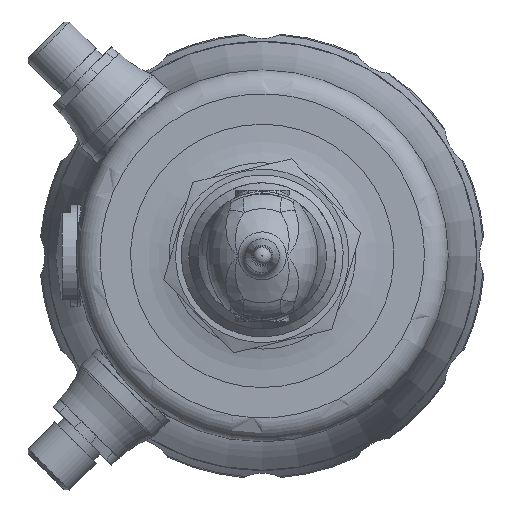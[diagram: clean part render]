
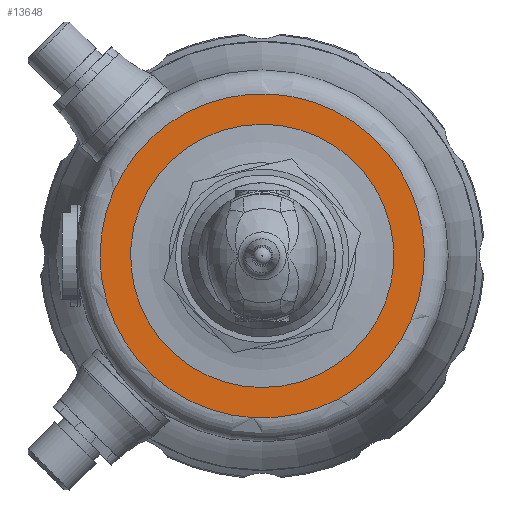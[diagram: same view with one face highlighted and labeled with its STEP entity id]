
A CAD part, left-side view. The second image highlights one B-rep face of the part: STEP entity #13648.
In plain terms, the highlighted planar face has unit normal (-1, 0, 0).
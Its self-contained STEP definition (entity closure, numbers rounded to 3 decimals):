
#2073=ORIENTED_EDGE('',*,*,#4777,.F.);
#2074=ORIENTED_EDGE('',*,*,#4778,.F.);
#2075=ORIENTED_EDGE('',*,*,#4779,.F.);
#2076=ORIENTED_EDGE('',*,*,#4780,.F.);
#4777=EDGE_CURVE('',#6129,#6130,#7074,.T.);
#4778=EDGE_CURVE('',#6130,#6129,#7075,.T.);
#4779=EDGE_CURVE('',#6131,#6132,#7076,.T.);
#4780=EDGE_CURVE('',#6132,#6131,#7077,.T.);
#6129=VERTEX_POINT('',#18219);
#6130=VERTEX_POINT('',#18220);
#6131=VERTEX_POINT('',#18270);
#6132=VERTEX_POINT('',#18271);
#7074=(
BOUNDED_CURVE()
B_SPLINE_CURVE(3,(#18195,#18196,#18197,#18198,#18199,#18200,#18201,#18202,
#18203,#18204,#18205,#18206,#18207,#18208,#18209,#18210,#18211,#18212,#18213,
#18214,#18215,#18216,#18217,#18218),.UNSPECIFIED.,.F.,.F.)
B_SPLINE_CURVE_WITH_KNOTS((4,1,1,1,1,1,1,1,1,1,1,1,1,1,1,1,1,1,1,1,1,4),
(0.,0.047,0.094,0.142,0.19,
0.238,0.285,0.333,0.381,
0.428,0.476,0.524,0.572,0.619,
0.667,0.715,0.762,0.81,
0.858,0.906,0.953,1.),.UNSPECIFIED.)
CURVE()
GEOMETRIC_REPRESENTATION_ITEM()
RATIONAL_B_SPLINE_CURVE((1.,1.,1.,1.,1.,1.,1.,1.,1.,1.,1.,1.,1.,1.,1.,1.,
1.,1.,1.,1.,1.,1.,1.,1.))
REPRESENTATION_ITEM('')
);
#7075=(
BOUNDED_CURVE()
B_SPLINE_CURVE(3,(#18221,#18222,#18223,#18224,#18225,#18226,#18227,#18228,
#18229,#18230,#18231,#18232,#18233,#18234,#18235,#18236,#18237,#18238,#18239,
#18240,#18241,#18242,#18243,#18244),.UNSPECIFIED.,.F.,.F.)
B_SPLINE_CURVE_WITH_KNOTS((4,1,1,1,1,1,1,1,1,1,1,1,1,1,1,1,1,1,1,1,1,4),
(0.,0.047,0.094,0.142,0.19,
0.238,0.285,0.333,0.381,
0.428,0.476,0.524,0.572,0.619,
0.667,0.715,0.762,0.81,
0.858,0.906,0.953,1.),.UNSPECIFIED.)
CURVE()
GEOMETRIC_REPRESENTATION_ITEM()
RATIONAL_B_SPLINE_CURVE((1.,1.,1.,1.,1.,1.,1.,1.,1.,1.,1.,1.,1.,1.,1.,1.,
1.,1.,1.,1.,1.,1.,1.,1.))
REPRESENTATION_ITEM('')
);
#7076=(
BOUNDED_CURVE()
B_SPLINE_CURVE(3,(#18245,#18246,#18247,#18248,#18249,#18250,#18251,#18252,
#18253,#18254,#18255,#18256,#18257,#18258,#18259,#18260,#18261,#18262,#18263,
#18264,#18265,#18266,#18267,#18268,#18269),.UNSPECIFIED.,.F.,.F.)
B_SPLINE_CURVE_WITH_KNOTS((4,1,1,1,1,1,1,1,1,1,1,1,1,1,1,1,1,1,1,1,1,1,
4),(0.,0.045,0.091,0.136,0.182,
0.227,0.273,0.318,0.364,
0.409,0.455,0.5,0.545,
0.591,0.636,0.682,0.727,
0.773,0.818,0.864,0.909,
0.955,1.),.UNSPECIFIED.)
CURVE()
GEOMETRIC_REPRESENTATION_ITEM()
RATIONAL_B_SPLINE_CURVE((1.,1.,1.,1.,1.,1.,1.,1.,1.,1.,1.,1.,1.,1.,1.,1.,
1.,1.,1.,1.,1.,1.,1.,1.,1.))
REPRESENTATION_ITEM('')
);
#7077=(
BOUNDED_CURVE()
B_SPLINE_CURVE(3,(#18272,#18273,#18274,#18275,#18276,#18277,#18278,#18279,
#18280,#18281,#18282,#18283,#18284,#18285,#18286,#18287,#18288,#18289,#18290,
#18291,#18292,#18293,#18294,#18295,#18296),.UNSPECIFIED.,.F.,.F.)
B_SPLINE_CURVE_WITH_KNOTS((4,1,1,1,1,1,1,1,1,1,1,1,1,1,1,1,1,1,1,1,1,1,
4),(0.,0.045,0.091,0.136,0.182,
0.227,0.273,0.318,0.364,
0.409,0.455,0.5,0.545,
0.591,0.636,0.682,0.727,
0.773,0.818,0.864,0.909,
0.955,1.),.UNSPECIFIED.)
CURVE()
GEOMETRIC_REPRESENTATION_ITEM()
RATIONAL_B_SPLINE_CURVE((1.,1.,1.,1.,1.,1.,1.,1.,1.,1.,1.,1.,1.,1.,1.,1.,
1.,1.,1.,1.,1.,1.,1.,1.,1.))
REPRESENTATION_ITEM('')
);
#7125=EDGE_LOOP('',(#2073,#2074));
#7126=EDGE_LOOP('',(#2075,#2076));
#8013=FACE_BOUND('',#7125,.T.);
#8014=FACE_BOUND('',#7126,.T.);
#8904=PLANE('',#14310);
#13648=ADVANCED_FACE('',(#8013,#8014),#8904,.F.);
#14310=AXIS2_PLACEMENT_3D('',#18194,#15500,#15501);
#15500=DIRECTION('',(1.,0.,0.));
#15501=DIRECTION('',(0.,-1.,0.));
#18194=CARTESIAN_POINT('',(-19.,-87.4,0.));
#18195=CARTESIAN_POINT('',(-19.,-87.4,-27.018));
#18196=CARTESIAN_POINT('',(-19.,-88.728,-27.017));
#18197=CARTESIAN_POINT('',(-19.,-91.375,-26.823));
#18198=CARTESIAN_POINT('',(-19.,-95.31,-25.94));
#18199=CARTESIAN_POINT('',(-19.,-99.099,-24.467));
#18200=CARTESIAN_POINT('',(-19.,-102.633,-22.437));
#18201=CARTESIAN_POINT('',(-19.,-105.816,-19.906));
#18202=CARTESIAN_POINT('',(-19.,-108.581,-16.935));
#18203=CARTESIAN_POINT('',(-19.,-110.871,-13.585));
#18204=CARTESIAN_POINT('',(-19.,-112.637,-9.927));
#18205=CARTESIAN_POINT('',(-19.,-113.837,-6.045));
#18206=CARTESIAN_POINT('',(-19.,-114.443,-2.029));
#18207=CARTESIAN_POINT('',(-19.,-114.443,2.032));
#18208=CARTESIAN_POINT('',(-19.,-113.836,6.048));
#18209=CARTESIAN_POINT('',(-19.,-112.636,9.93));
#18210=CARTESIAN_POINT('',(-19.,-110.869,13.588));
#18211=CARTESIAN_POINT('',(-19.,-108.579,16.938));
#18212=CARTESIAN_POINT('',(-19.,-105.814,19.909));
#18213=CARTESIAN_POINT('',(-19.,-102.63,22.439));
#18214=CARTESIAN_POINT('',(-19.,-99.095,24.468));
#18215=CARTESIAN_POINT('',(-19.,-95.307,25.941));
#18216=CARTESIAN_POINT('',(-19.,-91.373,26.823));
#18217=CARTESIAN_POINT('',(-19.,-88.727,27.017));
#18218=CARTESIAN_POINT('',(-19.,-87.4,27.018));
#18219=CARTESIAN_POINT('',(-19.,-87.4,-27.018));
#18220=CARTESIAN_POINT('',(-19.,-87.4,27.018));
#18221=CARTESIAN_POINT('',(-19.,-87.4,27.018));
#18222=CARTESIAN_POINT('',(-19.,-86.072,27.017));
#18223=CARTESIAN_POINT('',(-19.,-83.425,26.823));
#18224=CARTESIAN_POINT('',(-19.,-79.49,25.94));
#18225=CARTESIAN_POINT('',(-19.,-75.701,24.467));
#18226=CARTESIAN_POINT('',(-19.,-72.167,22.437));
#18227=CARTESIAN_POINT('',(-19.,-68.984,19.906));
#18228=CARTESIAN_POINT('',(-19.,-66.219,16.935));
#18229=CARTESIAN_POINT('',(-19.,-63.929,13.585));
#18230=CARTESIAN_POINT('',(-19.,-62.163,9.927));
#18231=CARTESIAN_POINT('',(-19.,-60.963,6.045));
#18232=CARTESIAN_POINT('',(-19.,-60.357,2.029));
#18233=CARTESIAN_POINT('',(-19.,-60.357,-2.032));
#18234=CARTESIAN_POINT('',(-19.,-60.964,-6.048));
#18235=CARTESIAN_POINT('',(-19.,-62.164,-9.93));
#18236=CARTESIAN_POINT('',(-19.,-63.931,-13.588));
#18237=CARTESIAN_POINT('',(-19.,-66.221,-16.938));
#18238=CARTESIAN_POINT('',(-19.,-68.986,-19.909));
#18239=CARTESIAN_POINT('',(-19.,-72.17,-22.439));
#18240=CARTESIAN_POINT('',(-19.,-75.705,-24.468));
#18241=CARTESIAN_POINT('',(-19.,-79.493,-25.941));
#18242=CARTESIAN_POINT('',(-19.,-83.427,-26.823));
#18243=CARTESIAN_POINT('',(-19.,-86.073,-27.017));
#18244=CARTESIAN_POINT('',(-19.,-87.4,-27.018));
#18245=CARTESIAN_POINT('',(-19.,-54.134,0.));
#18246=CARTESIAN_POINT('',(-19.,-54.135,1.589));
#18247=CARTESIAN_POINT('',(-19.,-54.358,4.732));
#18248=CARTESIAN_POINT('',(-19.,-55.367,9.386));
#18249=CARTESIAN_POINT('',(-19.,-57.028,13.848));
#18250=CARTESIAN_POINT('',(-19.,-59.309,18.032));
#18251=CARTESIAN_POINT('',(-19.,-62.163,21.848));
#18252=CARTESIAN_POINT('',(-19.,-65.531,25.219));
#18253=CARTESIAN_POINT('',(-19.,-69.345,28.076));
#18254=CARTESIAN_POINT('',(-19.,-73.527,30.36));
#18255=CARTESIAN_POINT('',(-19.,-77.991,32.026));
#18256=CARTESIAN_POINT('',(-19.,-82.647,33.04));
#18257=CARTESIAN_POINT('',(-19.,-87.4,33.38));
#18258=CARTESIAN_POINT('',(-19.,-92.153,33.04));
#18259=CARTESIAN_POINT('',(-19.,-96.809,32.026));
#18260=CARTESIAN_POINT('',(-19.,-101.273,30.36));
#18261=CARTESIAN_POINT('',(-19.,-105.455,28.075));
#18262=CARTESIAN_POINT('',(-19.,-109.269,25.219));
#18263=CARTESIAN_POINT('',(-19.,-112.637,21.848));
#18264=CARTESIAN_POINT('',(-19.,-115.491,18.032));
#18265=CARTESIAN_POINT('',(-19.,-117.772,13.848));
#18266=CARTESIAN_POINT('',(-19.,-119.433,9.386));
#18267=CARTESIAN_POINT('',(-19.,-120.442,4.732));
#18268=CARTESIAN_POINT('',(-19.,-120.665,1.589));
#18269=CARTESIAN_POINT('',(-19.,-120.666,0.));
#18270=CARTESIAN_POINT('',(-19.,-54.134,0.));
#18271=CARTESIAN_POINT('',(-19.,-120.666,0.));
#18272=CARTESIAN_POINT('',(-19.,-120.666,0.));
#18273=CARTESIAN_POINT('',(-19.,-120.665,-1.589));
#18274=CARTESIAN_POINT('',(-19.,-120.442,-4.732));
#18275=CARTESIAN_POINT('',(-19.,-119.433,-9.386));
#18276=CARTESIAN_POINT('',(-19.,-117.772,-13.848));
#18277=CARTESIAN_POINT('',(-19.,-115.491,-18.032));
#18278=CARTESIAN_POINT('',(-19.,-112.637,-21.848));
#18279=CARTESIAN_POINT('',(-19.,-109.269,-25.219));
#18280=CARTESIAN_POINT('',(-19.,-105.455,-28.076));
#18281=CARTESIAN_POINT('',(-19.,-101.273,-30.36));
#18282=CARTESIAN_POINT('',(-19.,-96.809,-32.026));
#18283=CARTESIAN_POINT('',(-19.,-92.153,-33.04));
#18284=CARTESIAN_POINT('',(-19.,-87.4,-33.38));
#18285=CARTESIAN_POINT('',(-19.,-82.647,-33.04));
#18286=CARTESIAN_POINT('',(-19.,-77.991,-32.026));
#18287=CARTESIAN_POINT('',(-19.,-73.527,-30.36));
#18288=CARTESIAN_POINT('',(-19.,-69.345,-28.075));
#18289=CARTESIAN_POINT('',(-19.,-65.531,-25.219));
#18290=CARTESIAN_POINT('',(-19.,-62.163,-21.848));
#18291=CARTESIAN_POINT('',(-19.,-59.309,-18.032));
#18292=CARTESIAN_POINT('',(-19.,-57.028,-13.848));
#18293=CARTESIAN_POINT('',(-19.,-55.367,-9.386));
#18294=CARTESIAN_POINT('',(-19.,-54.358,-4.732));
#18295=CARTESIAN_POINT('',(-19.,-54.135,-1.589));
#18296=CARTESIAN_POINT('',(-19.,-54.134,0.));
